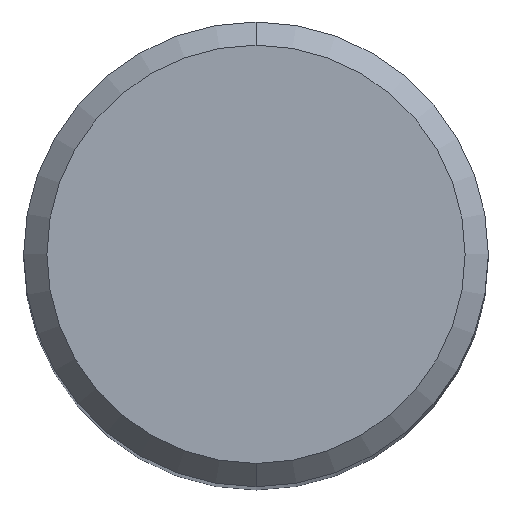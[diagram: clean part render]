
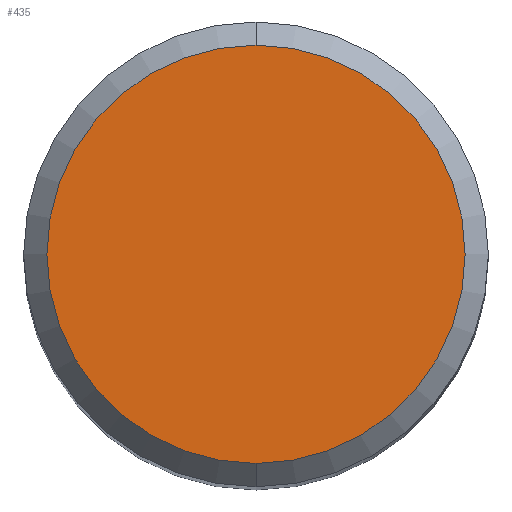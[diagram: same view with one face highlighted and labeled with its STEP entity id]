
A CAD part, top view. The second image highlights one B-rep face of the part: STEP entity #435.
In plain terms, the highlighted planar face has unit normal (0, 0, 1).
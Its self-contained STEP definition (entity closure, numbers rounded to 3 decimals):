
#199=VERTEX_POINT('',#515);
#233=VERTEX_POINT('',#552);
#329=EDGE_CURVE('',#199,#233,#657,.T.);
#435=ADVANCED_FACE('',(#778),#779,.T.);
#475=EDGE_CURVE('',#233,#199,#823,.T.);
#515=CARTESIAN_POINT('',(0.0,5.4,0.0));
#552=CARTESIAN_POINT('',(0.,-5.4,0.0));
#657=CIRCLE('',#1214,5.4);
#778=FACE_OUTER_BOUND('',#1469,.T.);
#779=PLANE('',#1470);
#823=CIRCLE('',#1542,5.4);
#1214=AXIS2_PLACEMENT_3D('',#1691,#1692,#1693);
#1469=EDGE_LOOP('',(#1851,#1852));
#1470=AXIS2_PLACEMENT_3D('',#1853,#1854,#1855);
#1542=AXIS2_PLACEMENT_3D('',#1909,#1910,#1911);
#1691=CARTESIAN_POINT('',(0.0,0.0,0.0));
#1692=DIRECTION('',(0.0,0.0,-1.0));
#1693=DIRECTION('',(0.0,1.0,0.0));
#1851=ORIENTED_EDGE('',*,*,#329,.F.);
#1852=ORIENTED_EDGE('',*,*,#475,.F.);
#1853=CARTESIAN_POINT('',(0.0,2.7,0.0));
#1854=DIRECTION('',(-0.0,0.0,1.0));
#1855=DIRECTION('',(0.0,-1.0,0.0));
#1909=CARTESIAN_POINT('',(0.0,0.0,0.0));
#1910=DIRECTION('',(0.0,0.0,-1.0));
#1911=DIRECTION('',(0.0,1.0,0.0));
